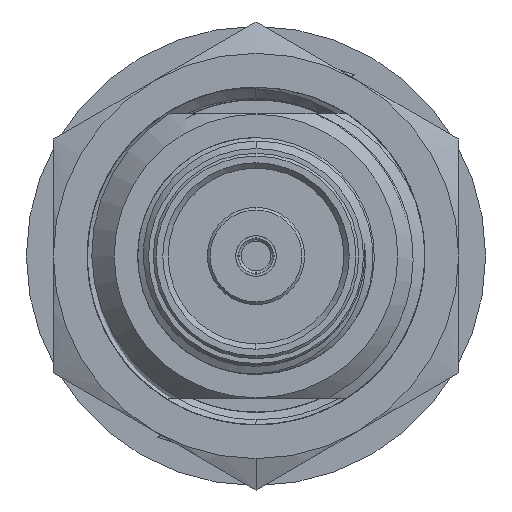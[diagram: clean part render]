
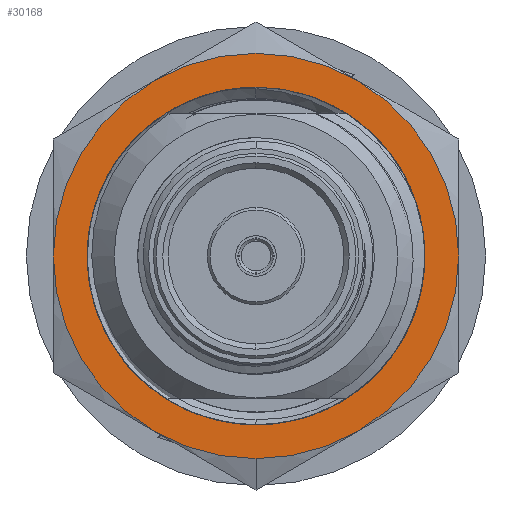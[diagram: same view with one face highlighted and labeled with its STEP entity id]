
A CAD part, left-side view. The second image highlights one B-rep face of the part: STEP entity #30168.
In plain terms, the highlighted planar face has unit normal (-1, 0, 0).
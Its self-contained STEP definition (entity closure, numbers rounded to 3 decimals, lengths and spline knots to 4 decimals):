
#873 = ORIENTED_EDGE ( 'NONE', *, *, #1447, .T. ) ;
#1198 = DIRECTION ( 'NONE',  ( 1., 0., 0. ) ) ;
#1447 = EDGE_CURVE ( 'NONE', #34842, #14784, #25016, .T. ) ;
#1699 = FACE_OUTER_BOUND ( 'NONE', #22707, .T. ) ;
#1912 = AXIS2_PLACEMENT_3D ( 'NONE', #30346, #1198, #22222 ) ;
#2471 = EDGE_CURVE ( 'NONE', #19271, #8175, #7757, .T. ) ;
#2864 = DIRECTION ( 'NONE',  ( 0., 0., -1. ) ) ;
#3040 = AXIS2_PLACEMENT_3D ( 'NONE', #22413, #30300, #33011 ) ;
#3117 = DIRECTION ( 'NONE',  ( 1., 0., 0. ) ) ;
#3901 = CARTESIAN_POINT ( 'NONE',  ( 0.473, 0., 0. ) ) ;
#4269 = CIRCLE ( 'NONE', #1912, 0.3125 ) ;
#4380 = ORIENTED_EDGE ( 'NONE', *, *, #14193, .F. ) ;
#4476 = CIRCLE ( 'NONE', #19209, 0.375 ) ;
#4902 = ORIENTED_EDGE ( 'NONE', *, *, #2471, .T. ) ;
#5239 = DIRECTION ( 'NONE',  ( 0., 0., -1. ) ) ;
#5495 = ORIENTED_EDGE ( 'NONE', *, *, #14095, .T. ) ;
#7350 = CIRCLE ( 'NONE', #23321, 0.3125 ) ;
#7654 = DIRECTION ( 'NONE',  ( -1., 0., 0. ) ) ;
#7757 = CIRCLE ( 'NONE', #25017, 0.375 ) ;
#8175 = VERTEX_POINT ( 'NONE', #27009 ) ;
#8304 = CARTESIAN_POINT ( 'NONE',  ( 0.473, 0., 0. ) ) ;
#8363 = AXIS2_PLACEMENT_3D ( 'NONE', #8304, #3117, #26982 ) ;
#8445 = EDGE_CURVE ( 'NONE', #10753, #15840, #4269, .T. ) ;
#8650 = CARTESIAN_POINT ( 'NONE',  ( 0.473, -0.1875, 0.3248 ) ) ;
#8878 = ORIENTED_EDGE ( 'NONE', *, *, #9859, .T. ) ;
#9113 = CARTESIAN_POINT ( 'NONE',  ( 0.473, 0., 0. ) ) ;
#9273 = AXIS2_PLACEMENT_3D ( 'NONE', #13205, #34465, #23767 ) ;
#9783 = ORIENTED_EDGE ( 'NONE', *, *, #8445, .T. ) ;
#9859 = EDGE_CURVE ( 'NONE', #16087, #11663, #19030, .T. ) ;
#10015 = CARTESIAN_POINT ( 'NONE',  ( 0.473, 0., 0. ) ) ;
#10117 = DIRECTION ( 'NONE',  ( -1., 0., 0. ) ) ;
#10236 = DIRECTION ( 'NONE',  ( 0., 0., -1. ) ) ;
#10388 = AXIS2_PLACEMENT_3D ( 'NONE', #33775, #10117, #10236 ) ;
#10753 = VERTEX_POINT ( 'NONE', #28780 ) ;
#11467 = EDGE_CURVE ( 'NONE', #14784, #16087, #18546, .T. ) ;
#11479 = EDGE_CURVE ( 'NONE', #15840, #24311, #28640, .T. ) ;
#11663 = VERTEX_POINT ( 'NONE', #20829 ) ;
#12139 = DIRECTION ( 'NONE',  ( 0., 0., -1. ) ) ;
#13205 = CARTESIAN_POINT ( 'NONE',  ( 0.473, 0., 0. ) ) ;
#13790 = ORIENTED_EDGE ( 'NONE', *, *, #11467, .T. ) ;
#14095 = EDGE_CURVE ( 'NONE', #11663, #18264, #4476, .T. ) ;
#14193 = EDGE_CURVE ( 'NONE', #34842, #8175, #18802, .T. ) ;
#14784 = VERTEX_POINT ( 'NONE', #20550 ) ;
#15368 = CIRCLE ( 'NONE', #3040, 0.375 ) ;
#15840 = VERTEX_POINT ( 'NONE', #29421 ) ;
#16087 = VERTEX_POINT ( 'NONE', #32590 ) ;
#16924 = AXIS2_PLACEMENT_3D ( 'NONE', #20576, #20929, #23275 ) ;
#17532 = EDGE_CURVE ( 'NONE', #18264, #19271, #15368, .T. ) ;
#17972 = DIRECTION ( 'NONE',  ( 0., 0., -1. ) ) ;
#18264 = VERTEX_POINT ( 'NONE', #8650 ) ;
#18412 = CARTESIAN_POINT ( 'NONE',  ( 0.473, 0.1875, -0.3248 ) ) ;
#18546 = CIRCLE ( 'NONE', #10388, 0.375 ) ;
#18652 = ORIENTED_EDGE ( 'NONE', *, *, #19206, .T. ) ;
#18802 = CIRCLE ( 'NONE', #16924, 0.375 ) ;
#19030 = CIRCLE ( 'NONE', #28827, 0.375 ) ;
#19206 = EDGE_CURVE ( 'NONE', #24311, #10753, #7350, .T. ) ;
#19209 = AXIS2_PLACEMENT_3D ( 'NONE', #29163, #7654, #17972 ) ;
#19271 = VERTEX_POINT ( 'NONE', #23907 ) ;
#20550 = CARTESIAN_POINT ( 'NONE',  ( 0.473, 0., -0.375 ) ) ;
#20576 = CARTESIAN_POINT ( 'NONE',  ( 0.473, 0., 0. ) ) ;
#20829 = CARTESIAN_POINT ( 'NONE',  ( 0.473, -0.375, 0. ) ) ;
#20929 = DIRECTION ( 'NONE',  ( 1., 0., 0. ) ) ;
#21240 = CARTESIAN_POINT ( 'NONE',  ( 0.473, 0., 0. ) ) ;
#22222 = DIRECTION ( 'NONE',  ( 0., 0., -1. ) ) ;
#22291 = FACE_BOUND ( 'NONE', #25891, .T. ) ;
#22413 = CARTESIAN_POINT ( 'NONE',  ( 0.473, 0., 0. ) ) ;
#22707 = EDGE_LOOP ( 'NONE', ( #873, #13790, #8878, #5495, #31115, #4902, #4380 ) ) ;
#22746 = DIRECTION ( 'NONE',  ( 0., 0., -1. ) ) ;
#23275 = DIRECTION ( 'NONE',  ( 0., 0., -1. ) ) ;
#23321 = AXIS2_PLACEMENT_3D ( 'NONE', #10015, #24368, #2864 ) ;
#23364 = ORIENTED_EDGE ( 'NONE', *, *, #11479, .T. ) ;
#23767 = DIRECTION ( 'NONE',  ( 0., 0., -1. ) ) ;
#23907 = CARTESIAN_POINT ( 'NONE',  ( 0.473, 0.1875, 0.3248 ) ) ;
#24311 = VERTEX_POINT ( 'NONE', #28300 ) ;
#24368 = DIRECTION ( 'NONE',  ( 1., 0., 0. ) ) ;
#25016 = CIRCLE ( 'NONE', #31770, 0.375 ) ;
#25017 = AXIS2_PLACEMENT_3D ( 'NONE', #21240, #34628, #5239 ) ;
#25562 = DIRECTION ( 'NONE',  ( -1., 0., 0. ) ) ;
#25891 = EDGE_LOOP ( 'NONE', ( #9783, #23364, #18652 ) ) ;
#26982 = DIRECTION ( 'NONE',  ( 0., 0., -1. ) ) ;
#27009 = CARTESIAN_POINT ( 'NONE',  ( 0.473, 0.375, 0. ) ) ;
#28034 = DIRECTION ( 'NONE',  ( -1., 0., 0. ) ) ;
#28300 = CARTESIAN_POINT ( 'NONE',  ( 0.473, -0.1874, 0.25 ) ) ;
#28640 = CIRCLE ( 'NONE', #9273, 0.3125 ) ;
#28780 = CARTESIAN_POINT ( 'NONE',  ( 0.473, 0.0443, 0.3093 ) ) ;
#28827 = AXIS2_PLACEMENT_3D ( 'NONE', #3901, #25562, #12139 ) ;
#29163 = CARTESIAN_POINT ( 'NONE',  ( 0.473, 0., 0. ) ) ;
#29421 = CARTESIAN_POINT ( 'NONE',  ( 0.473, 0., 0.3125 ) ) ;
#30168 = ADVANCED_FACE ( 'NONE', ( #22291, #1699 ), #32631, .F. ) ;
#30300 = DIRECTION ( 'NONE',  ( -1., 0., 0. ) ) ;
#30346 = CARTESIAN_POINT ( 'NONE',  ( 0.473, 0., 0. ) ) ;
#31115 = ORIENTED_EDGE ( 'NONE', *, *, #17532, .T. ) ;
#31770 = AXIS2_PLACEMENT_3D ( 'NONE', #9113, #28034, #22746 ) ;
#32590 = CARTESIAN_POINT ( 'NONE',  ( 0.473, -0.1875, -0.3248 ) ) ;
#32631 = PLANE ( 'NONE',  #8363 ) ;
#33011 = DIRECTION ( 'NONE',  ( 0., 0., -1. ) ) ;
#33775 = CARTESIAN_POINT ( 'NONE',  ( 0.473, 0., 0. ) ) ;
#34465 = DIRECTION ( 'NONE',  ( 1., 0., 0. ) ) ;
#34628 = DIRECTION ( 'NONE',  ( -1., 0., 0. ) ) ;
#34842 = VERTEX_POINT ( 'NONE', #18412 ) ;
